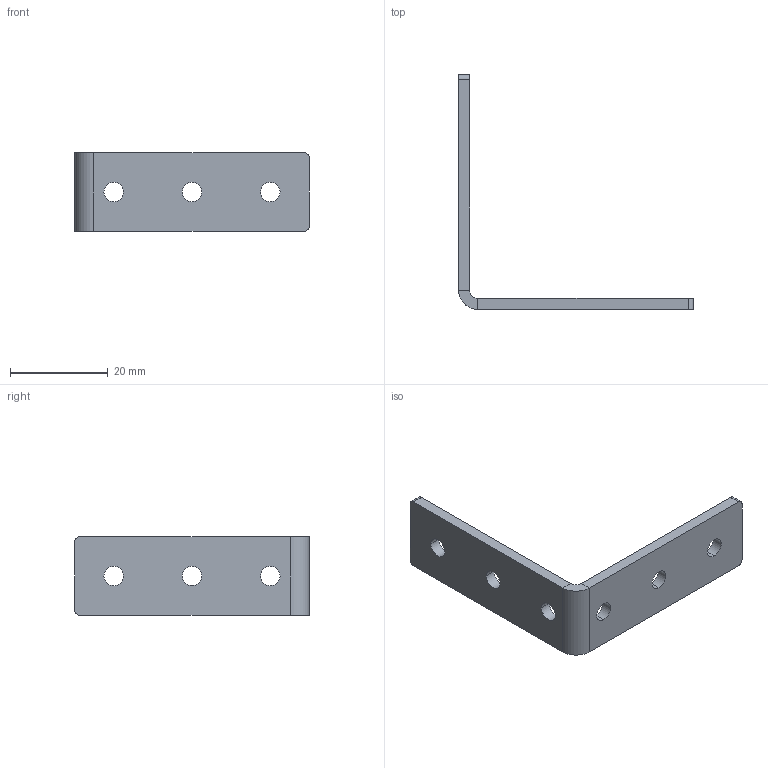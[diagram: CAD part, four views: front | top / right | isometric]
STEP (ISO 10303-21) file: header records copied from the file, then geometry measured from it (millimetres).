
FILE_DESCRIPTION (( 'STEP AP214' ), '1' );
FILE_NAME ('am-3606 Inside Corner Gusset (S3 Tube).STEP', '2017-07-21T15:40:18', ( '' ), ( '' ), 'SwSTEP 2.0', 'SolidWorks 2017', '' );
FILE_SCHEMA (( 'AUTOMOTIVE_DESIGN' ));
Length unit declared in the file: millimetre
Products named in the file (1): am-3606 Inside Corner Gusset (S3 Tube)
Bounding box: 48 x 48 x 16 mm (x, y, z)
Volume: 3210.5 mm3; surface area: 3473.5 mm2
Topology: 1 solids, 1 shells, 30 faces, 76 edges, 48 vertices
Faces by surface type: cylinder 18, plane 12
Entity records: 970 total; most frequent: DIRECTION 174, CARTESIAN_POINT 155, ORIENTED_EDGE 152, EDGE_CURVE 76, AXIS2_PLACEMENT_3D 67, VERTEX_POINT 48, EDGE_LOOP 42, VECTOR 40
